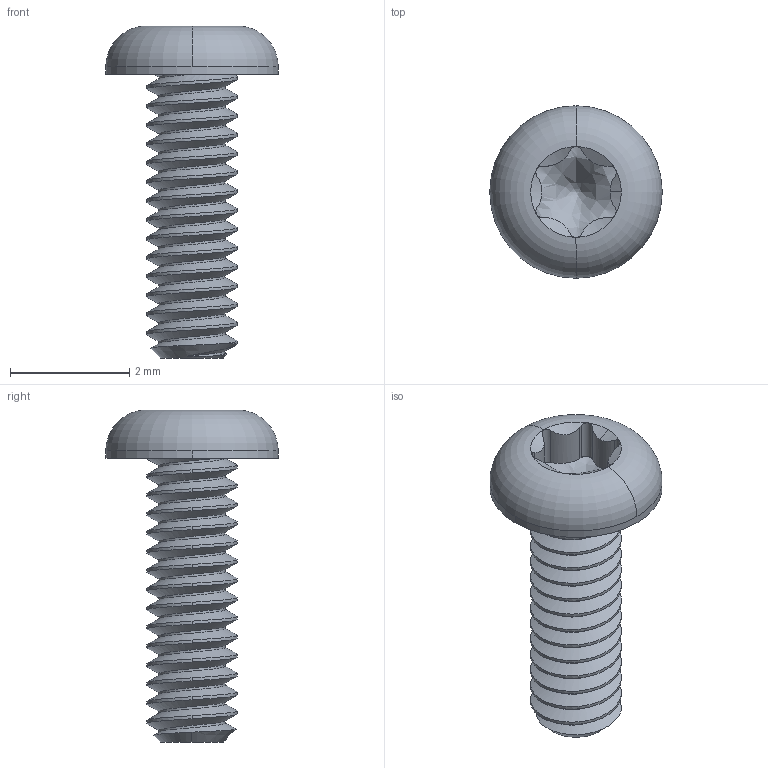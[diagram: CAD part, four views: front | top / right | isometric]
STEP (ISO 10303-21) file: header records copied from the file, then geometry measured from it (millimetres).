
FILE_DESCRIPTION (( 'STEP AP203' ), '1' );
FILE_NAME ('90910A667.step', '2012-07-03T20:53:59', ( 'Admin' ), ( 'Microsoft' ), 'SwSTEP 2.0', 'SolidWorks 2012', '' );
FILE_SCHEMA (( 'CONFIG_CONTROL_DESIGN' ));
Length unit declared in the file: inch
Products named in the file (1): 90910A667
Bounding box: 2.9 x 2.9 x 5.58 mm (x, y, z)
Volume: 10 mm3; surface area: 55.3 mm2
Topology: 1 solids, 1 shells, 66 faces, 179 edges, 116 vertices
Faces by surface type: cylinder 48, cone 10, bspline 4, torus 2, plane 2
Entity records: 4581 total; most frequent: CARTESIAN_POINT 3113, ORIENTED_EDGE 358, DIRECTION 217, EDGE_CURVE 179, VERTEX_POINT 116, AXIS2_PLACEMENT_3D 83, EDGE_LOOP 67, FACE_OUTER_BOUND 66
